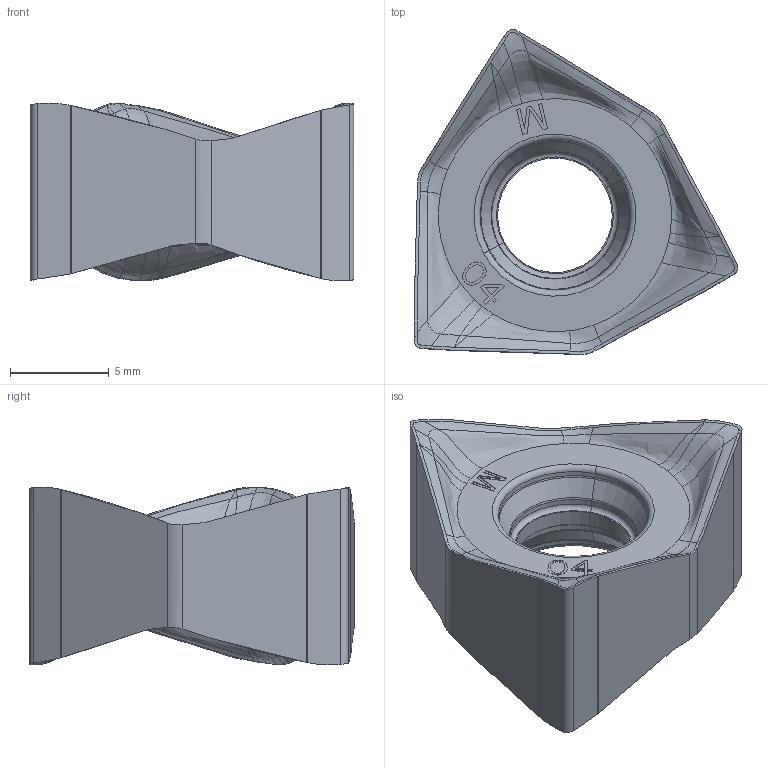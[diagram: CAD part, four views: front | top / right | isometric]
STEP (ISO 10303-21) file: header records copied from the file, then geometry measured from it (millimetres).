
FILE_DESCRIPTION((''),'2;1');
FILE_NAME('6NMU1409040PNER-M','2021-06-09T16:33:59',('tlyac05'),('PTC Japan'),'CREO PARAMETRIC BY PTC INC, 2018500','CREO PARAMETRIC BY PTC INC, 2018500','');
FILE_SCHEMA(('AUTOMOTIVE_DESIGN { 1 0 10303 214 1 1 1 1 }'));
Length unit declared in the file: millimetre
Products named in the file (1): 6NMU1409040PNER-M
Bounding box: 16.38 x 16.44 x 8.98 mm (x, y, z)
Volume: 857.4 mm3; surface area: 808.1 mm2
Topology: 1 solids, 1 shells, 310 faces, 887 edges, 590 vertices
Faces by surface type: plane 168, bspline 78, extrusion 18, torus 18, cylinder 14, cone 12, sphere 2
Entity records: 22602 total; most frequent: CARTESIAN_POINT 13009, ORIENTED_EDGE 1708, DIRECTION 1076, EDGE_CURVE 854, VERTEX_POINT 559, VECTOR 518, LINE 500, PRESENTATION_STYLE_ASSIGNMENT 361
